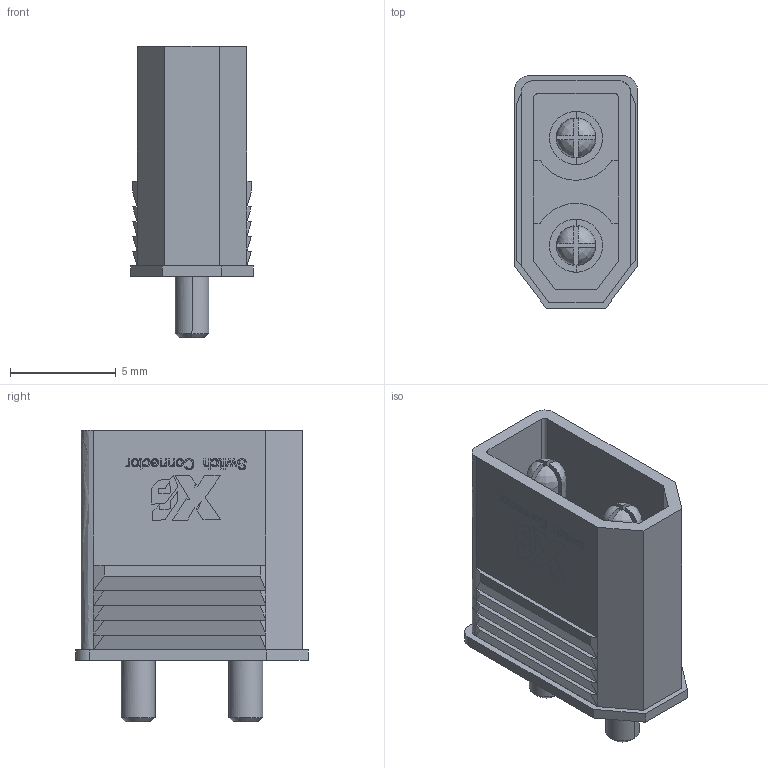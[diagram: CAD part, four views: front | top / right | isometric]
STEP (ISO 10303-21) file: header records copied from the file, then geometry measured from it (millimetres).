
FILE_DESCRIPTION(('STEP AP242'),'1');
FILE_NAME('xb-pm2156-atx30u-m.stp','2023-12-09T01:04:19',('TraceParts'),('TraceParts S.A.'),'Spatial InterOp 3D',' ',' ');
FILE_SCHEMA(('AP242_MANAGED_MODEL_BASED_3D_ENGINEERING_MIM_LF {1 0 10303 442 1 1 4}'));
Length unit declared in the file: millimetre
Products named in the file (1): xb-pm2156-atx30u-m_1
Bounding box: 5.8 x 11 x 13.8 mm (x, y, z)
Volume: 388.6 mm3; surface area: 1030.9 mm2
Topology: 43 solids, 43 shells, 981 faces, 2448 edges, 1598 vertices
Faces by surface type: bspline 702, plane 279
Entity records: 36341 total; most frequent: CARTESIAN_POINT 19638, ORIENTED_EDGE 4888, EDGE_CURVE 2444, B_SPLINE_CURVE_WITH_KNOTS 2278, VERTEX_POINT 1598, EDGE_LOOP 1050, ADVANCED_FACE 981, FACE_OUTER_BOUND 981
